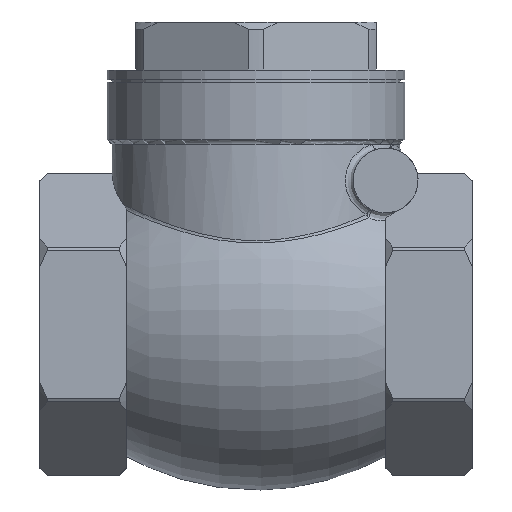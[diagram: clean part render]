
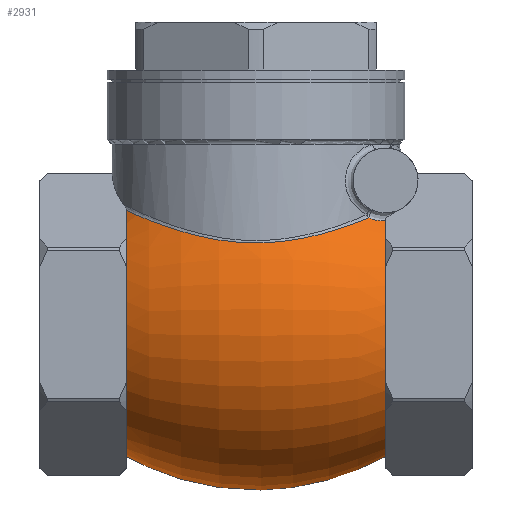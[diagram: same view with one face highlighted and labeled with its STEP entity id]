
A CAD part, left-side view. The second image highlights one B-rep face of the part: STEP entity #2931.
In plain terms, the highlighted toroidal (fillet/blend) face has major radius 20.417 mm and minor radius 55 mm.
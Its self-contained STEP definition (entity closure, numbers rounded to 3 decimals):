
#32=DEGENERATE_TOROIDAL_SURFACE('',#3089,20.417,55.,.F.);
#352=CIRCLE('',#3086,27.5);
#354=CIRCLE('',#3090,27.5);
#355=CIRCLE('',#3091,27.5);
#356=CIRCLE('',#3092,27.5);
#357=CIRCLE('',#3093,27.5);
#358=CIRCLE('',#3094,27.5);
#359=CIRCLE('',#3095,27.5);
#360=CIRCLE('',#3096,27.5);
#361=CIRCLE('',#3097,27.5);
#362=CIRCLE('',#3098,27.5);
#547=ORIENTED_EDGE('',*,*,#1173,.T.);
#548=ORIENTED_EDGE('',*,*,#1174,.T.);
#549=ORIENTED_EDGE('',*,*,#1175,.F.);
#550=ORIENTED_EDGE('',*,*,#1176,.F.);
#551=ORIENTED_EDGE('',*,*,#1177,.F.);
#552=ORIENTED_EDGE('',*,*,#1178,.F.);
#553=ORIENTED_EDGE('',*,*,#1164,.F.);
#554=ORIENTED_EDGE('',*,*,#1179,.T.);
#555=ORIENTED_EDGE('',*,*,#1180,.T.);
#556=ORIENTED_EDGE('',*,*,#1181,.T.);
#557=ORIENTED_EDGE('',*,*,#1182,.T.);
#558=ORIENTED_EDGE('',*,*,#1183,.T.);
#559=ORIENTED_EDGE('',*,*,#1184,.T.);
#560=ORIENTED_EDGE('',*,*,#1185,.T.);
#1164=EDGE_CURVE('',#1472,#1473,#352,.T.);
#1173=EDGE_CURVE('',#1479,#1480,#1656,.T.);
#1174=EDGE_CURVE('',#1480,#1481,#1657,.T.);
#1175=EDGE_CURVE('',#1482,#1481,#354,.T.);
#1176=EDGE_CURVE('',#1483,#1482,#355,.T.);
#1177=EDGE_CURVE('',#1484,#1483,#356,.T.);
#1178=EDGE_CURVE('',#1473,#1484,#357,.T.);
#1179=EDGE_CURVE('',#1472,#1485,#1658,.T.);
#1180=EDGE_CURVE('',#1485,#1486,#1659,.T.);
#1181=EDGE_CURVE('',#1486,#1487,#358,.T.);
#1182=EDGE_CURVE('',#1487,#1488,#359,.T.);
#1183=EDGE_CURVE('',#1488,#1489,#360,.T.);
#1184=EDGE_CURVE('',#1489,#1490,#361,.T.);
#1185=EDGE_CURVE('',#1490,#1479,#362,.T.);
#1472=VERTEX_POINT('',#4160);
#1473=VERTEX_POINT('',#4162);
#1479=VERTEX_POINT('',#4207);
#1480=VERTEX_POINT('',#4208);
#1481=VERTEX_POINT('',#4214);
#1482=VERTEX_POINT('',#4216);
#1483=VERTEX_POINT('',#4218);
#1484=VERTEX_POINT('',#4220);
#1485=VERTEX_POINT('',#4227);
#1486=VERTEX_POINT('',#4245);
#1487=VERTEX_POINT('',#4247);
#1488=VERTEX_POINT('',#4249);
#1489=VERTEX_POINT('',#4251);
#1490=VERTEX_POINT('',#4253);
#1656=B_SPLINE_CURVE_WITH_KNOTS('',3,(#4191,#4192,#4193,#4194,#4195,#4196,
#4197,#4198,#4199,#4200,#4201,#4202,#4203,#4204,#4205,#4206),
 .UNSPECIFIED.,.F.,.F.,(4,1,1,1,1,1,1,1,1,1,1,1,1,4),(0.,
0.008,0.012,0.015,0.019,
0.023,0.027,0.031,0.035,
0.039,0.046,0.05,0.054,
0.062),.UNSPECIFIED.);
#1657=B_SPLINE_CURVE_WITH_KNOTS('',3,(#4209,#4210,#4211,#4212,#4213),
 .UNSPECIFIED.,.F.,.F.,(4,1,4),(0.,0.002,0.004),
 .UNSPECIFIED.);
#1658=B_SPLINE_CURVE_WITH_KNOTS('',3,(#4222,#4223,#4224,#4225,#4226),
 .UNSPECIFIED.,.F.,.F.,(4,1,4),(0.,0.002,0.004),
 .UNSPECIFIED.);
#1659=B_SPLINE_CURVE_WITH_KNOTS('',3,(#4228,#4229,#4230,#4231,#4232,#4233,
#4234,#4235,#4236,#4237,#4238,#4239,#4240,#4241,#4242,#4243,#4244),
 .UNSPECIFIED.,.F.,.F.,(4,1,1,1,1,1,1,1,1,1,1,1,1,1,4),(0.005,
0.008,0.012,0.02,0.024,
0.028,0.032,0.035,0.039,
0.043,0.047,0.051,0.055,
0.059,0.066),.UNSPECIFIED.);
#1734=EDGE_LOOP('',(#547,#548,#549,#550,#551,#552,#553,#554,#555,#556,#557,
#558,#559,#560));
#1878=FACE_BOUND('',#1734,.T.);
#2931=ADVANCED_FACE('',(#1878),#32,.F.);
#3086=AXIS2_PLACEMENT_3D('',#4161,#3385,#3386);
#3089=AXIS2_PLACEMENT_3D('',#4190,#3394,#3395);
#3090=AXIS2_PLACEMENT_3D('',#4215,#3396,#3397);
#3091=AXIS2_PLACEMENT_3D('',#4217,#3398,#3399);
#3092=AXIS2_PLACEMENT_3D('',#4219,#3400,#3401);
#3093=AXIS2_PLACEMENT_3D('',#4221,#3402,#3403);
#3094=AXIS2_PLACEMENT_3D('',#4246,#3404,#3405);
#3095=AXIS2_PLACEMENT_3D('',#4248,#3406,#3407);
#3096=AXIS2_PLACEMENT_3D('',#4250,#3408,#3409);
#3097=AXIS2_PLACEMENT_3D('',#4252,#3410,#3411);
#3098=AXIS2_PLACEMENT_3D('',#4254,#3412,#3413);
#3385=DIRECTION('',(0.,-1.,0.));
#3386=DIRECTION('',(0.,0.,-1.));
#3394=DIRECTION('',(0.,-1.,0.));
#3395=DIRECTION('',(0.,0.,-1.));
#3396=DIRECTION('',(0.,-1.,0.));
#3397=DIRECTION('',(0.,0.,-1.));
#3398=DIRECTION('',(0.,-1.,0.));
#3399=DIRECTION('',(0.,0.,-1.));
#3400=DIRECTION('',(0.,-1.,0.));
#3401=DIRECTION('',(0.,0.,-1.));
#3402=DIRECTION('',(0.,-1.,0.));
#3403=DIRECTION('',(0.,0.,-1.));
#3404=DIRECTION('',(0.,-1.,0.));
#3405=DIRECTION('',(0.,0.,-1.));
#3406=DIRECTION('',(0.,-1.,0.));
#3407=DIRECTION('',(0.,0.,-1.));
#3408=DIRECTION('',(0.,-1.,0.));
#3409=DIRECTION('',(0.,0.,-1.));
#3410=DIRECTION('',(0.,-1.,0.));
#3411=DIRECTION('',(0.,0.,-1.));
#3412=DIRECTION('',(0.,-1.,0.));
#3413=DIRECTION('',(0.,0.,-1.));
#4160=CARTESIAN_POINT('',(-17.043,-27.,21.582));
#4161=CARTESIAN_POINT('',(0.,-27.,0.));
#4162=CARTESIAN_POINT('',(-27.5,-27.,0.));
#4190=CARTESIAN_POINT('',(0.,0.,0.));
#4191=CARTESIAN_POINT('',(13.887,27.,23.736));
#4192=CARTESIAN_POINT('',(16.113,25.827,23.2));
#4193=CARTESIAN_POINT('',(19.181,23.674,22.254));
#4194=CARTESIAN_POINT('',(22.628,20.183,20.906));
#4195=CARTESIAN_POINT('',(24.906,17.232,19.883));
#4196=CARTESIAN_POINT('',(26.785,14.073,18.937));
#4197=CARTESIAN_POINT('',(28.297,10.657,18.1));
#4198=CARTESIAN_POINT('',(29.394,7.014,17.443));
#4199=CARTESIAN_POINT('',(30.027,3.309,17.044));
#4200=CARTESIAN_POINT('',(30.207,-0.524,16.928));
#4201=CARTESIAN_POINT('',(29.785,-5.694,17.199));
#4202=CARTESIAN_POINT('',(28.453,-10.524,18.028));
#4203=CARTESIAN_POINT('',(26.261,-15.047,19.211));
#4204=CARTESIAN_POINT('',(23.598,-19.173,20.51));
#4205=CARTESIAN_POINT('',(21.038,-21.903,21.558));
#4206=CARTESIAN_POINT('',(19.141,-23.483,22.208));
#4207=CARTESIAN_POINT('',(13.887,27.,23.736));
#4208=CARTESIAN_POINT('',(19.141,-23.483,22.208));
#4209=CARTESIAN_POINT('',(19.141,-23.483,22.208));
#4210=CARTESIAN_POINT('',(19.,-24.124,21.93));
#4211=CARTESIAN_POINT('',(18.432,-25.395,21.587));
#4212=CARTESIAN_POINT('',(17.539,-26.495,21.553));
#4213=CARTESIAN_POINT('',(17.043,-27.,21.582));
#4214=CARTESIAN_POINT('',(17.043,-27.,21.582));
#4215=CARTESIAN_POINT('',(0.,-27.,0.));
#4216=CARTESIAN_POINT('',(27.5,-27.,0.));
#4217=CARTESIAN_POINT('',(0.,-27.,0.));
#4218=CARTESIAN_POINT('',(13.75,-27.,-23.816));
#4219=CARTESIAN_POINT('',(0.,-27.,0.));
#4220=CARTESIAN_POINT('',(-13.75,-27.,-23.816));
#4221=CARTESIAN_POINT('',(0.,-27.,0.));
#4222=CARTESIAN_POINT('',(-17.043,-27.,21.582));
#4223=CARTESIAN_POINT('',(-17.539,-26.495,21.553));
#4224=CARTESIAN_POINT('',(-18.432,-25.395,21.587));
#4225=CARTESIAN_POINT('',(-19.,-24.124,21.93));
#4226=CARTESIAN_POINT('',(-19.141,-23.483,22.208));
#4227=CARTESIAN_POINT('',(-19.141,-23.483,22.208));
#4228=CARTESIAN_POINT('',(-19.141,-23.483,22.208));
#4229=CARTESIAN_POINT('',(-20.087,-22.695,21.884));
#4230=CARTESIAN_POINT('',(-21.872,-21.016,21.217));
#4231=CARTESIAN_POINT('',(-25.053,-17.193,19.845));
#4232=CARTESIAN_POINT('',(-27.466,-12.92,18.58));
#4233=CARTESIAN_POINT('',(-29.115,-8.117,17.615));
#4234=CARTESIAN_POINT('',(-29.884,-4.433,17.136));
#4235=CARTESIAN_POINT('',(-30.203,-0.642,16.931));
#4236=CARTESIAN_POINT('',(-30.038,3.248,17.037));
#4237=CARTESIAN_POINT('',(-29.391,7.026,17.445));
#4238=CARTESIAN_POINT('',(-28.313,10.611,18.091));
#4239=CARTESIAN_POINT('',(-26.791,14.067,18.935));
#4240=CARTESIAN_POINT('',(-24.892,17.252,19.89));
#4241=CARTESIAN_POINT('',(-22.638,20.173,20.902));
#4242=CARTESIAN_POINT('',(-19.142,23.709,22.268));
#4243=CARTESIAN_POINT('',(-16.116,25.825,23.199));
#4244=CARTESIAN_POINT('',(-13.887,27.,23.736));
#4245=CARTESIAN_POINT('',(-13.887,27.,23.736));
#4246=CARTESIAN_POINT('',(0.,27.,0.));
#4247=CARTESIAN_POINT('',(-27.5,27.,0.));
#4248=CARTESIAN_POINT('',(0.,27.,0.));
#4249=CARTESIAN_POINT('',(-13.75,27.,-23.816));
#4250=CARTESIAN_POINT('',(0.,27.,0.));
#4251=CARTESIAN_POINT('',(13.75,27.,-23.816));
#4252=CARTESIAN_POINT('',(0.,27.,0.));
#4253=CARTESIAN_POINT('',(27.5,27.,0.));
#4254=CARTESIAN_POINT('',(0.,27.,0.));
